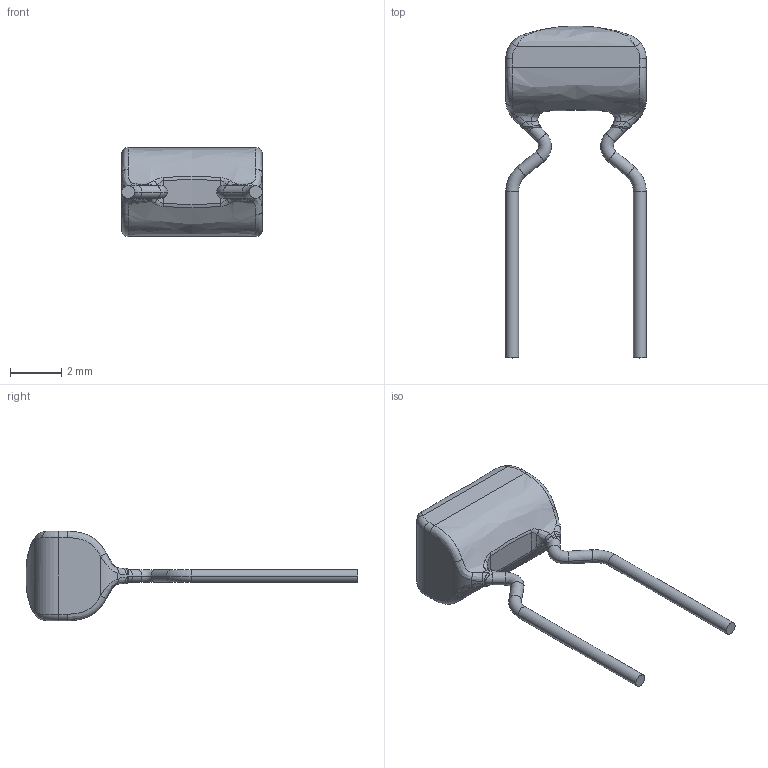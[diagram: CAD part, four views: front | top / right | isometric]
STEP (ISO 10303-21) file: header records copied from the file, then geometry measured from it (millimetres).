
FILE_DESCRIPTION (( 'STEP AP214' ), '1' );
FILE_NAME ('FA26X7R2E104KNU06.STEP', '2022-09-07T10:19:34', ( '' ), ( '' ), 'SwSTEP 2.0', 'SolidWorks 2018', '' );
FILE_SCHEMA (( 'AUTOMOTIVE_DESIGN' ));
Length unit declared in the file: millimetre
Products named in the file (1): FA26X7R2E104KNU06
Bounding box: 5.5 x 13 x 3.5 mm (x, y, z)
Volume: 56.9 mm3; surface area: 111.1 mm2
Topology: 3 solids, 3 shells, 128 faces, 284 edges, 158 vertices
Faces by surface type: cylinder 48, bspline 46, plane 18, torus 16
Entity records: 5936 total; most frequent: CARTESIAN_POINT 1977, ORIENTED_EDGE 560, DIRECTION 478, EDGE_CURVE 280, AXIS2_PLACEMENT_3D 201, VERTEX_POINT 158, UNCERTAINTY_MEASURE_WITH_UNIT 133, SURFACE_STYLE_USAGE 132
